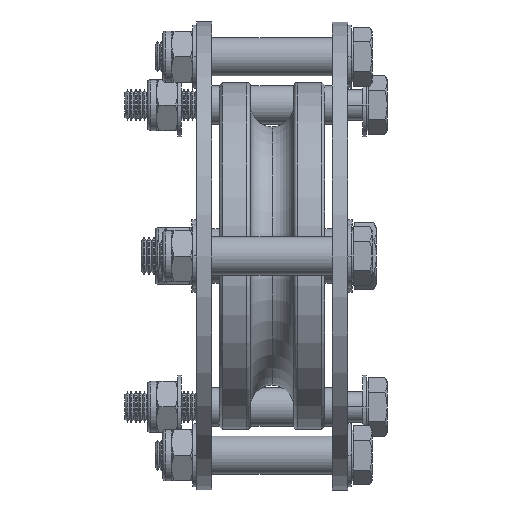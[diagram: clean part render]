
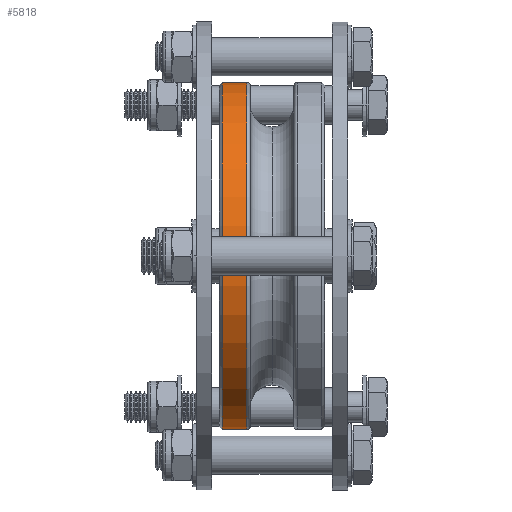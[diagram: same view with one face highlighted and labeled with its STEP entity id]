
A CAD part, front view. The second image highlights one B-rep face of the part: STEP entity #5818.
In plain terms, the highlighted cylindrical face has radius 57.5 mm (diameter 115 mm), a partial arc.
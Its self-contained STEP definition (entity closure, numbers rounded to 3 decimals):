
#5818 = ADVANCED_FACE ( 'NONE', ( #36040 ), #27992, .T. ) ;
#7242 = CARTESIAN_POINT ( 'NONE',  ( -42.784, 0., 57.5 ) ) ;
#8053 = CARTESIAN_POINT ( 'NONE',  ( -16.5, 0., 0. ) ) ;
#8378 = DIRECTION ( 'NONE',  ( -1., 0., 0. ) ) ;
#8876 = AXIS2_PLACEMENT_3D ( 'NONE', #20936, #8378, #16984 ) ;
#8979 = EDGE_CURVE ( 'NONE', #17389, #44031, #45265, .T. ) ;
#10095 = ORIENTED_EDGE ( 'NONE', *, *, #8979, .T. ) ;
#13052 = AXIS2_PLACEMENT_3D ( 'NONE', #8053, #38019, #55172 ) ;
#14922 = CIRCLE ( 'NONE', #45629, 57.5 ) ;
#14973 = CARTESIAN_POINT ( 'NONE',  ( -8.4, 0., 0. ) ) ;
#16984 = DIRECTION ( 'NONE',  ( 0., 0., 1. ) ) ;
#17173 = VERTEX_POINT ( 'NONE', #36354 ) ;
#17389 = VERTEX_POINT ( 'NONE', #20783 ) ;
#18524 = VECTOR ( 'NONE', #21408, 1000. ) ;
#19384 = CARTESIAN_POINT ( 'NONE',  ( -16.5, 0., -57.5 ) ) ;
#20783 = CARTESIAN_POINT ( 'NONE',  ( -16.5, 0., 57.5 ) ) ;
#20822 = VECTOR ( 'NONE', #53821, 1000. ) ;
#20936 = CARTESIAN_POINT ( 'NONE',  ( -42.784, 0., 0. ) ) ;
#21408 = DIRECTION ( 'NONE',  ( -1., 0., 0. ) ) ;
#23237 = DIRECTION ( 'NONE',  ( 0., 0., 1. ) ) ;
#27992 = CYLINDRICAL_SURFACE ( 'NONE', #8876, 57.5 ) ;
#28181 = LINE ( 'NONE', #7242, #20822 ) ;
#30210 = CARTESIAN_POINT ( 'NONE',  ( -42.784, 0., -57.5 ) ) ;
#31284 = ORIENTED_EDGE ( 'NONE', *, *, #46680, .T. ) ;
#33123 = ORIENTED_EDGE ( 'NONE', *, *, #37615, .T. ) ;
#36040 = FACE_OUTER_BOUND ( 'NONE', #41840, .T. ) ;
#36354 = CARTESIAN_POINT ( 'NONE',  ( -8.4, 0., 57.5 ) ) ;
#37615 = EDGE_CURVE ( 'NONE', #17173, #17389, #28181, .T. ) ;
#38019 = DIRECTION ( 'NONE',  ( 1., 0., 0. ) ) ;
#40462 = DIRECTION ( 'NONE',  ( -1., 0., 0. ) ) ;
#40843 = EDGE_CURVE ( 'NONE', #52162, #44031, #47257, .T. ) ;
#41840 = EDGE_LOOP ( 'NONE', ( #52491, #31284, #33123, #10095 ) ) ;
#44031 = VERTEX_POINT ( 'NONE', #19384 ) ;
#45265 = CIRCLE ( 'NONE', #13052, 57.5 ) ;
#45629 = AXIS2_PLACEMENT_3D ( 'NONE', #14973, #40462, #23237 ) ;
#46680 = EDGE_CURVE ( 'NONE', #52162, #17173, #14922, .T. ) ;
#47257 = LINE ( 'NONE', #30210, #18524 ) ;
#52162 = VERTEX_POINT ( 'NONE', #52780 ) ;
#52491 = ORIENTED_EDGE ( 'NONE', *, *, #40843, .F. ) ;
#52780 = CARTESIAN_POINT ( 'NONE',  ( -8.4, 0., -57.5 ) ) ;
#53821 = DIRECTION ( 'NONE',  ( -1., 0., 0. ) ) ;
#55172 = DIRECTION ( 'NONE',  ( 0., 0., -1. ) ) ;
